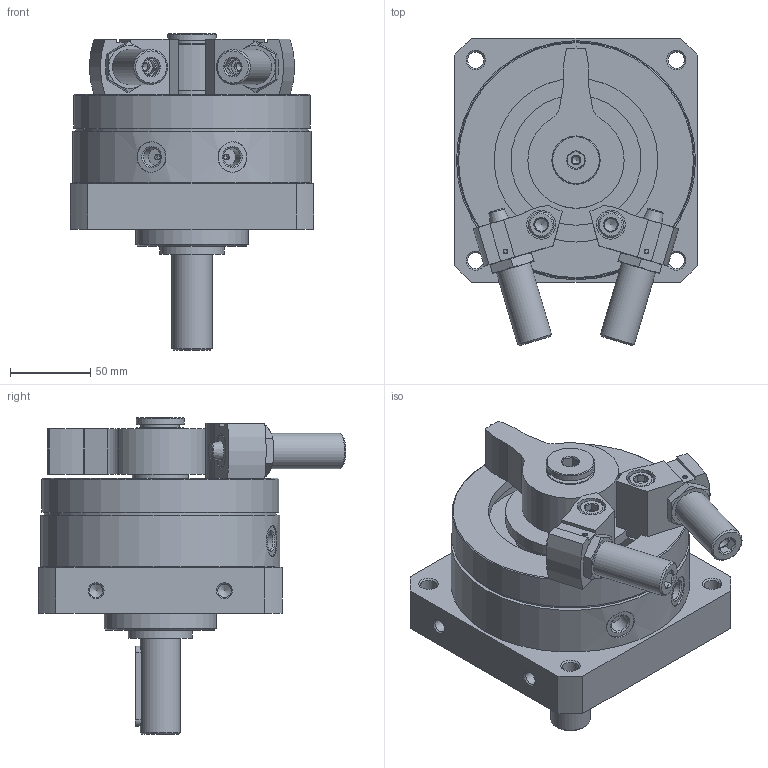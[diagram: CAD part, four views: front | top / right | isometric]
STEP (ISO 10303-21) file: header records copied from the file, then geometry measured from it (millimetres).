
FILE_DESCRIPTION(/* description */ ('STEP AP214'),/* implementation_level */ '2;1');
FILE_NAME(/* name */ '566213_DSM-63-270-P1-A-B',/* time_stamp */ '2024-08-21T18:53:21+02:00',/* author */ ('License CC BY-ND 4.0'),/* organization */ ('CADENAS'),/* preprocessor_version */ 'ST-DEVELOPER v19.3',/* originating_system */ 'PARTsolutions',/* authorisation */ ' ');
FILE_SCHEMA (('AUTOMOTIVE_DESIGN {1 0 10303 214 3 1 1}'));
Length unit declared in the file: millimetre
Products named in the file (9): 566213 DSM-63-270-P1-A-B--(0); 566213 DSM-63-270-P1-A-B_G---(B); 737476 DSM-63-BR---(HZ); 1113706 DYEF-M22-Y1F_P; 714510 DSM-63_NS; DIN-912 - M10x40(F); 337143 VAL-1/8-10 M22X1.5-6-27; 737477 DSM-63-BL---(HZ); 566213 DSM-63-270-P1-A-B_K---(B)
Assembly tree (12 placements, depth 2):
  566213 DSM-63-270-P1-A-B--(0)
    566213 DSM-63-270-P1-A-B_G---(B)
    737476 DSM-63-BR---(HZ)
    1113706 DYEF-M22-Y1F_P  x2
    714510 DSM-63_NS  x2
    DIN-912 - M10x40(F)  x2
    337143 VAL-1/8-10 M22X1.5-6-27  x2
    737477 DSM-63-BL---(HZ)
    566213 DSM-63-270-P1-A-B_K---(B)
Bounding box: 152 x 191.58 x 197.4 mm (x, y, z)
Volume: 1630995.4 mm3; surface area: 240650.8 mm2
Topology: 12 solids, 12 shells, 382 faces, 865 edges, 539 vertices
Faces by surface type: plane 181, cylinder 105, cone 92, torus 4
Full cylindrical faces by diameter (mm): 2.459 x2, 3.6 x2, 4.917 x1, 8.376 x9, 8.917 x2, 10 x2, 10.106 x4, 10.5 x1, 11 x2, 11.445 x2, 16 x2, 18 x2, 19 x2, 20.376 x4, 22 x2, 24 x1, 25 x1, 30 x2, 30.1 x1, 35 x2, 40 x1, 69 x1, 70 x1, 81 x1, 102 x1, 116 x1, 129 x1, 144.6 x1, 147.6 x1, 149 x1
Entity records: 8308 total; most frequent: CARTESIAN_POINT 1485, DIRECTION 1397, ORIENTED_EDGE 1094, AXIS2_PLACEMENT_3D 576, EDGE_CURVE 547, FACE_BOUND 473, EDGE_LOOP 463, VERTEX_POINT 416
